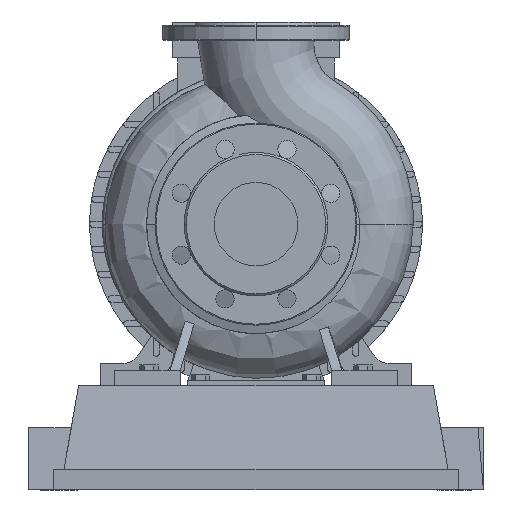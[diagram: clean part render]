
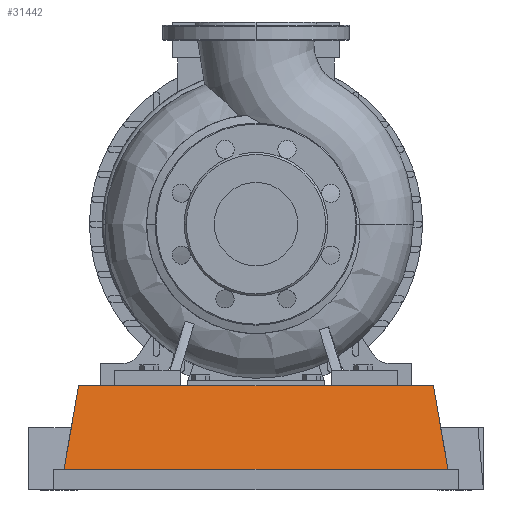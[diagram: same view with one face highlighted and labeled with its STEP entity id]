
A CAD part, left-side view. The second image highlights one B-rep face of the part: STEP entity #31442.
In plain terms, the highlighted planar face has unit normal (-0.985, 0, 0.174).
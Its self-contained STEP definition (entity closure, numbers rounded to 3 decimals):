
#29327=CARTESIAN_POINT('',(-77.5,-190.,20.6));
#29328=VERTEX_POINT('',#29327);
#29335=CARTESIAN_POINT('',(-77.5,190.0,20.6));
#29336=VERTEX_POINT('',#29335);
#29337=CARTESIAN_POINT('',(-77.5,-190.,20.6));
#29338=DIRECTION('',(0.0,1.0,0.0));
#29339=VECTOR('',#29338,380.0);
#29340=LINE('',#29337,#29339);
#29341=EDGE_CURVE('',#29328,#29336,#29340,.T.);
#31176=CARTESIAN_POINT('',(-62.971,-175.471,103.0));
#31177=VERTEX_POINT('',#31176);
#31184=CARTESIAN_POINT('',(-77.5,-190.,20.6));
#31185=DIRECTION('',(0.171,0.171,0.97));
#31186=VECTOR('',#31185,84.923);
#31187=LINE('',#31184,#31186);
#31188=EDGE_CURVE('',#29328,#31177,#31187,.T.);
#31419=CARTESIAN_POINT('',(-77.5,-190.,20.6));
#31420=DIRECTION('',(-0.985,0.,0.174));
#31421=DIRECTION('',(0.0,-1.0,0.0));
#31422=AXIS2_PLACEMENT_3D('',#31419,#31420,#31421);
#31423=PLANE('',#31422);
#31424=CARTESIAN_POINT('',(-62.971,175.471,103.0));
#31425=VERTEX_POINT('',#31424);
#31426=CARTESIAN_POINT('',(-62.971,-175.471,103.0));
#31427=DIRECTION('',(0.0,1.0,0.0));
#31428=VECTOR('',#31427,350.941);
#31429=LINE('',#31426,#31428);
#31430=EDGE_CURVE('',#31177,#31425,#31429,.T.);
#31431=ORIENTED_EDGE('',*,*,#31430,.T.);
#31432=CARTESIAN_POINT('',(-77.5,190.0,20.6));
#31433=DIRECTION('',(0.171,-0.171,0.97));
#31434=VECTOR('',#31433,84.923);
#31435=LINE('',#31432,#31434);
#31436=EDGE_CURVE('',#29336,#31425,#31435,.T.);
#31437=ORIENTED_EDGE('',*,*,#31436,.F.);
#31438=ORIENTED_EDGE('',*,*,#29341,.F.);
#31439=ORIENTED_EDGE('',*,*,#31188,.T.);
#31440=EDGE_LOOP('',(#31431,#31437,#31438,#31439));
#31441=FACE_OUTER_BOUND('',#31440,.T.);
#31442=ADVANCED_FACE('',(#31441),#31423,.T.);
